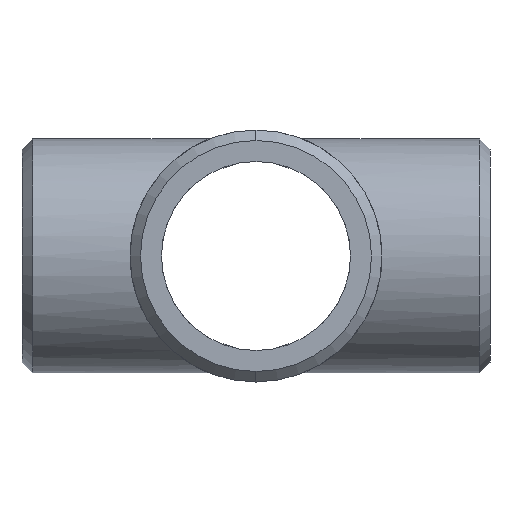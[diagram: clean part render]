
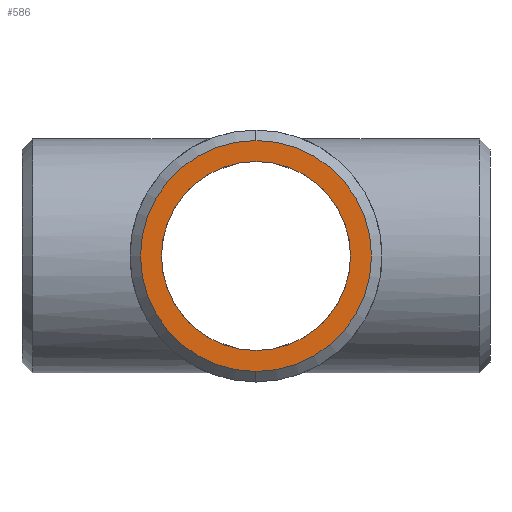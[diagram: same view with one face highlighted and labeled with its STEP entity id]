
A CAD part, left-side view. The second image highlights one B-rep face of the part: STEP entity #586.
In plain terms, the highlighted planar face has unit normal (-1, 0, 0).
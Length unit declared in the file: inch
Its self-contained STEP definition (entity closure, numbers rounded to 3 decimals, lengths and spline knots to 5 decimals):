
#25 = AXIS2_PLACEMENT_3D ( 'NONE', #1109, #990, #464 ) ;
#33 = ORIENTED_EDGE ( 'NONE', *, *, #55, .T. ) ;
#55 = EDGE_CURVE ( 'NONE', #393, #1136, #580, .T. ) ;
#250 = DIRECTION ( 'NONE',  ( 0., 0., 1. ) ) ;
#304 = CIRCLE ( 'NONE', #1094, 1.604 ) ;
#327 = CIRCLE ( 'NONE', #25, 1.604 ) ;
#328 = FACE_BOUND ( 'NONE', #1231, .T. ) ;
#341 = EDGE_CURVE ( 'NONE', #749, #1209, #304, .T. ) ;
#368 = AXIS2_PLACEMENT_3D ( 'NONE', #1080, #422, #854 ) ;
#393 = VERTEX_POINT ( 'NONE', #1064 ) ;
#394 = DIRECTION ( 'NONE',  ( -1., 0., 0. ) ) ;
#412 = EDGE_CURVE ( 'NONE', #1209, #749, #327, .T. ) ;
#416 = CARTESIAN_POINT ( 'NONE',  ( -3.38, 0., 1.312 ) ) ;
#422 = DIRECTION ( 'NONE',  ( -1., 0., 0. ) ) ;
#445 = EDGE_LOOP ( 'NONE', ( #597, #500 ) ) ;
#447 = FACE_OUTER_BOUND ( 'NONE', #445, .T. ) ;
#464 = DIRECTION ( 'NONE',  ( 0., 0., 1. ) ) ;
#500 = ORIENTED_EDGE ( 'NONE', *, *, #412, .T. ) ;
#501 = CARTESIAN_POINT ( 'NONE',  ( -3.38, 0., 0. ) ) ;
#563 = AXIS2_PLACEMENT_3D ( 'NONE', #696, #683, #250 ) ;
#580 = CIRCLE ( 'NONE', #563, 1.312 ) ;
#586 = ADVANCED_FACE ( 'NONE', ( #447, #328 ), #760, .T. ) ;
#597 = ORIENTED_EDGE ( 'NONE', *, *, #341, .T. ) ;
#634 = ORIENTED_EDGE ( 'NONE', *, *, #791, .T. ) ;
#683 = DIRECTION ( 'NONE',  ( 1., 0., 0. ) ) ;
#696 = CARTESIAN_POINT ( 'NONE',  ( -3.38, 0., 0. ) ) ;
#722 = DIRECTION ( 'NONE',  ( 0., 0., 1. ) ) ;
#749 = VERTEX_POINT ( 'NONE', #809 ) ;
#760 = PLANE ( 'NONE',  #368 ) ;
#791 = EDGE_CURVE ( 'NONE', #1136, #393, #1349, .T. ) ;
#802 = DIRECTION ( 'NONE',  ( 1., 0., 0. ) ) ;
#809 = CARTESIAN_POINT ( 'NONE',  ( -3.38, 0., -1.604 ) ) ;
#818 = CARTESIAN_POINT ( 'NONE',  ( -3.38, 0., 0. ) ) ;
#829 = CARTESIAN_POINT ( 'NONE',  ( -3.38, 0., 1.604 ) ) ;
#854 = DIRECTION ( 'NONE',  ( 0., 0., -1. ) ) ;
#910 = AXIS2_PLACEMENT_3D ( 'NONE', #818, #802, #722 ) ;
#990 = DIRECTION ( 'NONE',  ( -1., 0., 0. ) ) ;
#1064 = CARTESIAN_POINT ( 'NONE',  ( -3.38, 0., -1.312 ) ) ;
#1080 = CARTESIAN_POINT ( 'NONE',  ( -3.38, 0., 0. ) ) ;
#1094 = AXIS2_PLACEMENT_3D ( 'NONE', #501, #394, #1145 ) ;
#1109 = CARTESIAN_POINT ( 'NONE',  ( -3.38, 0., 0. ) ) ;
#1136 = VERTEX_POINT ( 'NONE', #416 ) ;
#1145 = DIRECTION ( 'NONE',  ( 0., 0., 1. ) ) ;
#1209 = VERTEX_POINT ( 'NONE', #829 ) ;
#1231 = EDGE_LOOP ( 'NONE', ( #634, #33 ) ) ;
#1349 = CIRCLE ( 'NONE', #910, 1.312 ) ;
